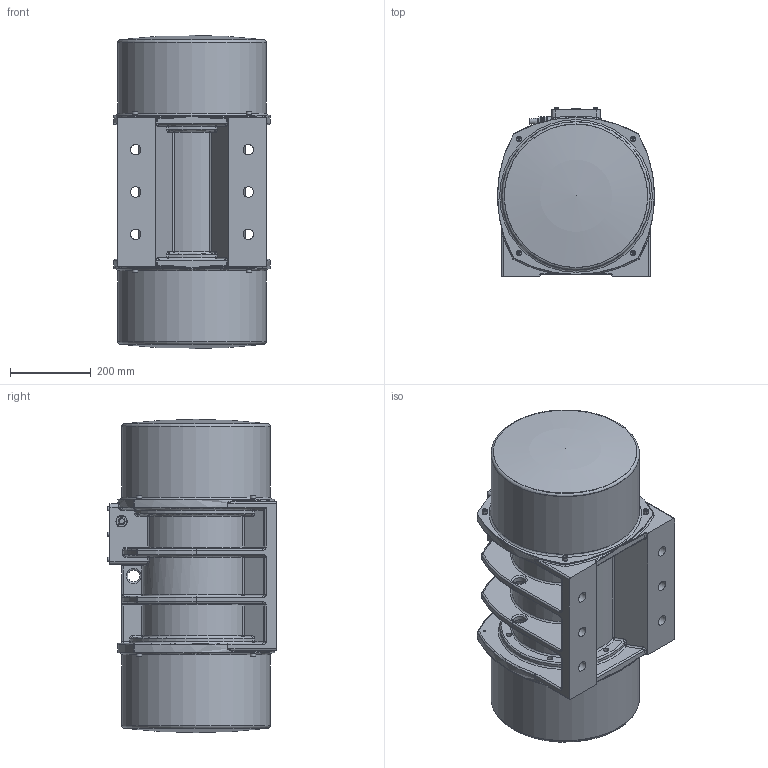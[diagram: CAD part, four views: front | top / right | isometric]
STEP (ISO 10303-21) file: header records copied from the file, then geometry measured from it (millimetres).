
FILE_DESCRIPTION((''),'2;1');
FILE_NAME('G61-1550-8 nativ.stp','2010-03-03T13:44:49',('Doris'),(''),'Autodesk Inventor 2008','Autodesk Inventor 2008','');
FILE_SCHEMA(('AUTOMOTIVE_DESIGN { 1 0 10303 214 1 1 1 1 }'));
Length unit declared in the file: millimetre
Products named in the file (1): G61-1550-8 nativ
Bounding box: 390 x 420.17 x 778 mm (x, y, z)
Volume: 14840319.2 mm3; surface area: 2823056.8 mm2
Topology: 1 solids, 20 shells, 1202 faces, 2761 edges, 1674 vertices
Faces by surface type: plane 400, cylinder 398, bspline 215, torus 86, cone 72, sphere 31
Full cylindrical faces by diameter (mm): 2.729 x2, 3 x4, 4.134 x1, 4.917 x8, 6 x6, 6.4 x6, 6.647 x8, 7 x6, 8 x8, 8.4 x8, 10 x12, 11 x14, 13 x16, 13.835 x12, 16.5 x1, 17 x2, 17.294 x1, 18 x1, 20 x2, 20.376 x1, 23.8 x3, 26 x6, 28 x2, 30 x5, 46 x6, 240 x2, 244 x1, 365 x2, 369 x2
Entity records: 48814 total; most frequent: CARTESIAN_POINT 22597, DIRECTION 5241, ORIENTED_EDGE 4780, EDGE_CURVE 2390, AXIS2_PLACEMENT_3D 2184, EDGE_LOOP 1633, VERTEX_POINT 1567, FACE_OUTER_BOUND 1202
